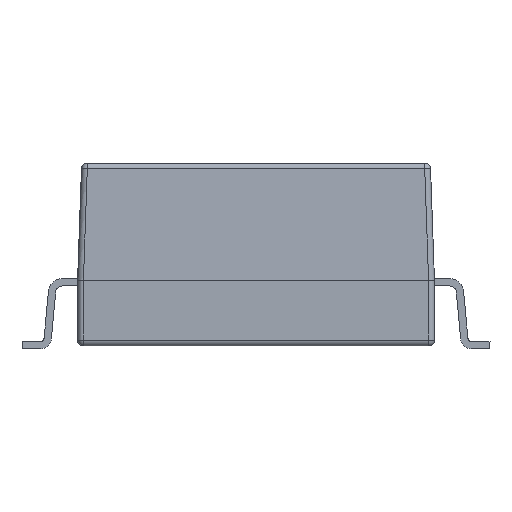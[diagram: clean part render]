
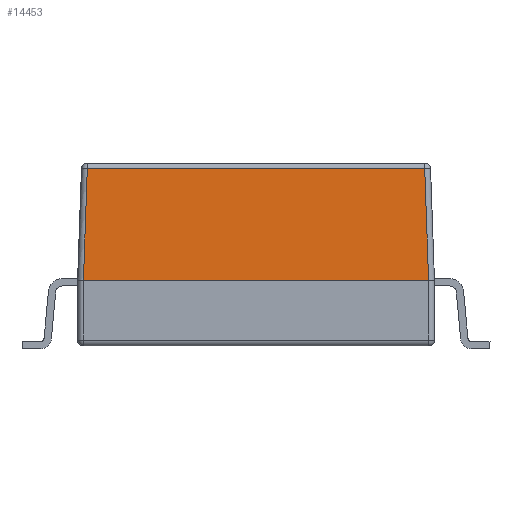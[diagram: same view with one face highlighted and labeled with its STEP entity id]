
A CAD part, front view. The second image highlights one B-rep face of the part: STEP entity #14453.
In plain terms, the highlighted face is planar.
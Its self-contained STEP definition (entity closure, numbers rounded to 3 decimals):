
#1378=ORIENTED_EDGE('',*,*,#4244,.F.);
#1379=ORIENTED_EDGE('',*,*,#4250,.F.);
#1380=ORIENTED_EDGE('',*,*,#4054,.F.);
#1381=ORIENTED_EDGE('',*,*,#4245,.T.);
#4054=EDGE_CURVE('',#5570,#5571,#6613,.T.);
#4244=EDGE_CURVE('',#5699,#5698,#6668,.T.);
#4245=EDGE_CURVE('',#5570,#5698,#6669,.T.);
#4250=EDGE_CURVE('',#5571,#5699,#6670,.T.);
#5570=VERTEX_POINT('',#19272);
#5571=VERTEX_POINT('',#19273);
#5698=VERTEX_POINT('',#20468);
#5699=VERTEX_POINT('',#20474);
#6613=LINE('',#19271,#7784);
#6668=LINE('',#20475,#7839);
#6669=LINE('',#20477,#7840);
#6670=LINE('',#20485,#7841);
#7784=VECTOR('',#16174,1000.);
#7839=VECTOR('',#16409,1000.);
#7840=VECTOR('',#16412,1000.);
#7841=VECTOR('',#16427,1000.);
#8782=EDGE_LOOP('',(#1378,#1379,#1380,#1381));
#9399=FACE_BOUND('',#8782,.T.);
#9913=PLANE('',#15101);
#14453=ADVANCED_FACE('',(#9399),#9913,.T.);
#15101=AXIS2_PLACEMENT_3D('',#20509,#16474,#16475);
#16174=DIRECTION('',(0.,-1.,0.));
#16409=DIRECTION('',(0.,1.,0.));
#16412=DIRECTION('',(-0.035,-0.035,0.999));
#16427=DIRECTION('',(-0.035,0.035,0.999));
#16474=DIRECTION('',(0.999,0.,0.035));
#16475=DIRECTION('',(0.035,0.,-0.999));
#19271=CARTESIAN_POINT('',(9.15,0.,0.));
#19272=CARTESIAN_POINT('',(9.15,5.9,0.));
#19273=CARTESIAN_POINT('',(9.15,-5.9,0.));
#20468=CARTESIAN_POINT('',(9.017,5.767,3.807));
#20474=CARTESIAN_POINT('',(9.017,-5.767,3.807));
#20475=CARTESIAN_POINT('',(9.017,-5.96,3.807));
#20477=CARTESIAN_POINT('',(9.143,5.893,0.206));
#20485=CARTESIAN_POINT('',(9.143,-5.893,0.206));
#20509=CARTESIAN_POINT('',(9.15,0.,0.));
